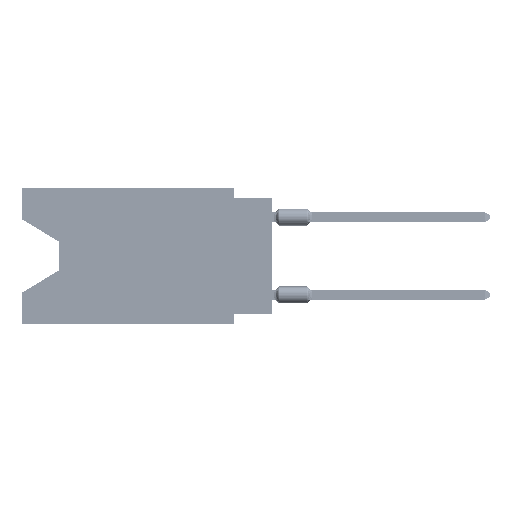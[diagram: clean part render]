
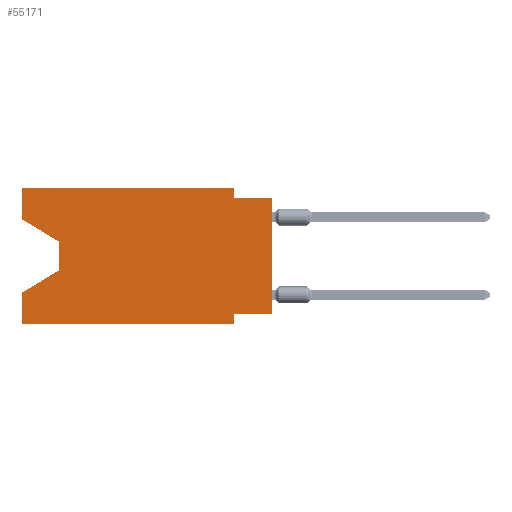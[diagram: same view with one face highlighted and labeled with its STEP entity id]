
A CAD part, left-side view. The second image highlights one B-rep face of the part: STEP entity #55171.
In plain terms, the highlighted planar face has unit normal (-1, 0, 0).
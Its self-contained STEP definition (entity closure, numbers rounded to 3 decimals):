
#529 = EDGE_CURVE ( 'NONE', #40877, #36834, #57019, .T. ) ;
#865 = LINE ( 'NONE', #59989, #55868 ) ;
#1716 = CARTESIAN_POINT ( 'NONE',  ( 0., 2.54, -8.89 ) ) ;
#1736 = EDGE_CURVE ( 'NONE', #36916, #79336, #4391, .T. ) ;
#4379 = EDGE_CURVE ( 'NONE', #100603, #36834, #52072, .T. ) ;
#4391 = LINE ( 'NONE', #102260, #41660 ) ;
#7692 = DIRECTION ( 'NONE',  ( 1., 0., 0. ) ) ;
#11052 = EDGE_CURVE ( 'NONE', #58327, #39805, #55894, .T. ) ;
#12046 = EDGE_CURVE ( 'NONE', #48281, #39805, #74539, .T. ) ;
#12776 = CARTESIAN_POINT ( 'NONE',  ( 0., 2.54, -8.255 ) ) ;
#13571 = VECTOR ( 'NONE', #105362, 1000. ) ;
#15622 = VECTOR ( 'NONE', #89970, 1000. ) ;
#17881 = CARTESIAN_POINT ( 'NONE',  ( 0., 2.54, -8.89 ) ) ;
#19108 = DIRECTION ( 'NONE',  ( 0., 0., -1. ) ) ;
#19694 = ORIENTED_EDGE ( 'NONE', *, *, #63506, .F. ) ;
#20276 = ORIENTED_EDGE ( 'NONE', *, *, #529, .F. ) ;
#20937 = ORIENTED_EDGE ( 'NONE', *, *, #95407, .T. ) ;
#22025 = LINE ( 'NONE', #96767, #59444 ) ;
#22607 = DIRECTION ( 'NONE',  ( 0., 0., 1. ) ) ;
#23598 = DIRECTION ( 'NONE',  ( 0., -0.855, -0.519 ) ) ;
#23819 = AXIS2_PLACEMENT_3D ( 'NONE', #79753, #7692, #64157 ) ;
#34015 = LINE ( 'NONE', #17881, #15622 ) ;
#36834 = VERTEX_POINT ( 'NONE', #63413 ) ;
#36916 = VERTEX_POINT ( 'NONE', #50455 ) ;
#37426 = CARTESIAN_POINT ( 'NONE',  ( 0., 16.383, 0. ) ) ;
#38362 = FACE_OUTER_BOUND ( 'NONE', #49371, .T. ) ;
#38418 = CARTESIAN_POINT ( 'NONE',  ( 0., 0., -8.255 ) ) ;
#39649 = VECTOR ( 'NONE', #76198, 1000. ) ;
#39805 = VERTEX_POINT ( 'NONE', #44092 ) ;
#40877 = VERTEX_POINT ( 'NONE', #94221 ) ;
#41660 = VECTOR ( 'NONE', #45263, 1000. ) ;
#42919 = VECTOR ( 'NONE', #94425, 1000. ) ;
#43426 = CARTESIAN_POINT ( 'NONE',  ( 0., 0., -8.255 ) ) ;
#43759 = ORIENTED_EDGE ( 'NONE', *, *, #92744, .F. ) ;
#44092 = CARTESIAN_POINT ( 'NONE',  ( 0., 0., -0.635 ) ) ;
#45263 = DIRECTION ( 'NONE',  ( 0., 0., 1. ) ) ;
#45977 = CARTESIAN_POINT ( 'NONE',  ( 0., 16.383, 0. ) ) ;
#46491 = VECTOR ( 'NONE', #100821, 1000. ) ;
#46852 = EDGE_CURVE ( 'NONE', #36916, #56747, #22025, .T. ) ;
#47920 = CARTESIAN_POINT ( 'NONE',  ( 0., 13.97, -3.505 ) ) ;
#48281 = VERTEX_POINT ( 'NONE', #38418 ) ;
#49371 = EDGE_LOOP ( 'NONE', ( #83163, #94129, #59835, #20276, #20937, #52777, #90105, #52758, #60563, #19694, #43759, #57898 ) ) ;
#50455 = CARTESIAN_POINT ( 'NONE',  ( 0., 16.383, -2.038 ) ) ;
#51536 = DIRECTION ( 'NONE',  ( 0., 0.855, -0.519 ) ) ;
#51975 = VERTEX_POINT ( 'NONE', #89969 ) ;
#52072 = LINE ( 'NONE', #100480, #69538 ) ;
#52758 = ORIENTED_EDGE ( 'NONE', *, *, #12046, .T. ) ;
#52777 = ORIENTED_EDGE ( 'NONE', *, *, #95665, .F. ) ;
#53863 = CARTESIAN_POINT ( 'NONE',  ( 0., 13.97, -3.505 ) ) ;
#54413 = LINE ( 'NONE', #47920, #89712 ) ;
#55171 = ADVANCED_FACE ( 'NONE', ( #38362 ), #64685, .F. ) ;
#55868 = VECTOR ( 'NONE', #19108, 1000. ) ;
#55894 = LINE ( 'NONE', #88680, #13571 ) ;
#56747 = VERTEX_POINT ( 'NONE', #53863 ) ;
#57019 = LINE ( 'NONE', #96817, #87852 ) ;
#57898 = ORIENTED_EDGE ( 'NONE', *, *, #1736, .F. ) ;
#58327 = VERTEX_POINT ( 'NONE', #84948 ) ;
#58843 = CARTESIAN_POINT ( 'NONE',  ( 0., 13.97, -5.385 ) ) ;
#59444 = VECTOR ( 'NONE', #23598, 1000. ) ;
#59835 = ORIENTED_EDGE ( 'NONE', *, *, #4379, .T. ) ;
#59989 = CARTESIAN_POINT ( 'NONE',  ( 0., 2.54, 0. ) ) ;
#60563 = ORIENTED_EDGE ( 'NONE', *, *, #11052, .F. ) ;
#63413 = CARTESIAN_POINT ( 'NONE',  ( 0., 16.383, -6.852 ) ) ;
#63506 = EDGE_CURVE ( 'NONE', #51975, #58327, #865, .T. ) ;
#64157 = DIRECTION ( 'NONE',  ( 0., 0., -1. ) ) ;
#64685 = PLANE ( 'NONE',  #23819 ) ;
#67084 = LINE ( 'NONE', #43426, #39649 ) ;
#69538 = VECTOR ( 'NONE', #51536, 1000. ) ;
#74539 = LINE ( 'NONE', #80487, #104751 ) ;
#76198 = DIRECTION ( 'NONE',  ( 0., 1., 0. ) ) ;
#77247 = VERTEX_POINT ( 'NONE', #12776 ) ;
#79336 = VERTEX_POINT ( 'NONE', #45977 ) ;
#79753 = CARTESIAN_POINT ( 'NONE',  ( 0., 16.383, 0. ) ) ;
#80487 = CARTESIAN_POINT ( 'NONE',  ( 0., 0., 0. ) ) ;
#83163 = ORIENTED_EDGE ( 'NONE', *, *, #46852, .T. ) ;
#84948 = CARTESIAN_POINT ( 'NONE',  ( 0., 2.54, -0.635 ) ) ;
#85196 = CARTESIAN_POINT ( 'NONE',  ( 0., 16.383, -8.89 ) ) ;
#87852 = VECTOR ( 'NONE', #22607, 1000. ) ;
#87954 = LINE ( 'NONE', #37426, #42919 ) ;
#88249 = DIRECTION ( 'NONE',  ( 0., 0., -1. ) ) ;
#88680 = CARTESIAN_POINT ( 'NONE',  ( 0., 0., -0.635 ) ) ;
#89712 = VECTOR ( 'NONE', #88249, 1000. ) ;
#89969 = CARTESIAN_POINT ( 'NONE',  ( 0., 2.54, 0. ) ) ;
#89970 = DIRECTION ( 'NONE',  ( 0., 0., -1. ) ) ;
#90105 = ORIENTED_EDGE ( 'NONE', *, *, #96058, .F. ) ;
#90670 = DIRECTION ( 'NONE',  ( 0., 0., 1. ) ) ;
#92744 = EDGE_CURVE ( 'NONE', #79336, #51975, #87954, .T. ) ;
#94129 = ORIENTED_EDGE ( 'NONE', *, *, #97354, .T. ) ;
#94221 = CARTESIAN_POINT ( 'NONE',  ( 0., 16.383, -8.89 ) ) ;
#94325 = LINE ( 'NONE', #85196, #46491 ) ;
#94425 = DIRECTION ( 'NONE',  ( 0., -1., 0. ) ) ;
#95407 = EDGE_CURVE ( 'NONE', #40877, #103848, #94325, .T. ) ;
#95665 = EDGE_CURVE ( 'NONE', #77247, #103848, #34015, .T. ) ;
#96058 = EDGE_CURVE ( 'NONE', #48281, #77247, #67084, .T. ) ;
#96767 = CARTESIAN_POINT ( 'NONE',  ( 0., 16.383, -2.038 ) ) ;
#96817 = CARTESIAN_POINT ( 'NONE',  ( 0., 16.383, 0. ) ) ;
#97354 = EDGE_CURVE ( 'NONE', #56747, #100603, #54413, .T. ) ;
#100480 = CARTESIAN_POINT ( 'NONE',  ( 0., 13.97, -5.385 ) ) ;
#100603 = VERTEX_POINT ( 'NONE', #58843 ) ;
#100821 = DIRECTION ( 'NONE',  ( 0., -1., 0. ) ) ;
#102260 = CARTESIAN_POINT ( 'NONE',  ( 0., 16.383, 0. ) ) ;
#103848 = VERTEX_POINT ( 'NONE', #1716 ) ;
#104751 = VECTOR ( 'NONE', #90670, 1000. ) ;
#105362 = DIRECTION ( 'NONE',  ( 0., -1., 0. ) ) ;
